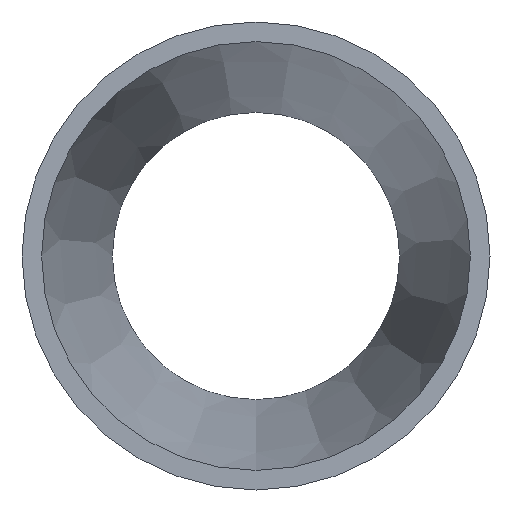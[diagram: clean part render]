
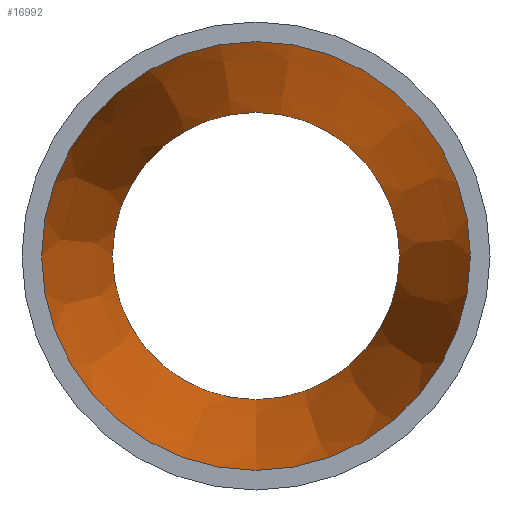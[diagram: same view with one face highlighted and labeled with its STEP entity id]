
A CAD part, front view. The second image highlights one B-rep face of the part: STEP entity #16992.
In plain terms, the highlighted conical face has half-angle 9.42 degrees and reference radius 22.123 mm.
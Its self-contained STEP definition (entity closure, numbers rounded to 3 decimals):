
#478 = VERTEX_POINT ( 'NONE', #3046 ) ;
#588 = AXIS2_PLACEMENT_3D ( 'NONE', #7697, #13264, #13528 ) ;
#1336 = FACE_BOUND ( 'NONE', #15693, .T. ) ;
#2475 = EDGE_CURVE ( 'NONE', #4334, #4334, #3423, .T. ) ;
#2694 = CARTESIAN_POINT ( 'NONE',  ( 0., 44., 0. ) ) ;
#3046 = CARTESIAN_POINT ( 'NONE',  ( 0., 0., -22.123 ) ) ;
#3423 = CIRCLE ( 'NONE', #15122, 14.823 ) ;
#3805 = CIRCLE ( 'NONE', #588, 22.123 ) ;
#4334 = VERTEX_POINT ( 'NONE', #9982 ) ;
#5349 = EDGE_LOOP ( 'NONE', ( #7897 ) ) ;
#5833 = EDGE_CURVE ( 'NONE', #478, #478, #3805, .T. ) ;
#7456 = CONICAL_SURFACE ( 'NONE', #14441, 22.123, 0.164 ) ;
#7697 = CARTESIAN_POINT ( 'NONE',  ( 0., 0., 0. ) ) ;
#7897 = ORIENTED_EDGE ( 'NONE', *, *, #5833, .T. ) ;
#9555 = FACE_OUTER_BOUND ( 'NONE', #5349, .T. ) ;
#9743 = DIRECTION ( 'NONE',  ( 0., 0., -1. ) ) ;
#9982 = CARTESIAN_POINT ( 'NONE',  ( 0., 44., -14.823 ) ) ;
#10190 = ORIENTED_EDGE ( 'NONE', *, *, #2475, .F. ) ;
#11105 = CARTESIAN_POINT ( 'NONE',  ( 0., 0., 0. ) ) ;
#12220 = DIRECTION ( 'NONE',  ( 0., -1., 0. ) ) ;
#13264 = DIRECTION ( 'NONE',  ( 0., -1., 0. ) ) ;
#13528 = DIRECTION ( 'NONE',  ( 0., 0., -1. ) ) ;
#14441 = AXIS2_PLACEMENT_3D ( 'NONE', #11105, #12220, #9743 ) ;
#15122 = AXIS2_PLACEMENT_3D ( 'NONE', #2694, #16513, #16421 ) ;
#15693 = EDGE_LOOP ( 'NONE', ( #10190 ) ) ;
#16421 = DIRECTION ( 'NONE',  ( 0., 0., -1. ) ) ;
#16513 = DIRECTION ( 'NONE',  ( 0., -1., 0. ) ) ;
#16992 = ADVANCED_FACE ( 'NONE', ( #1336, #9555 ), #7456, .F. ) ;
